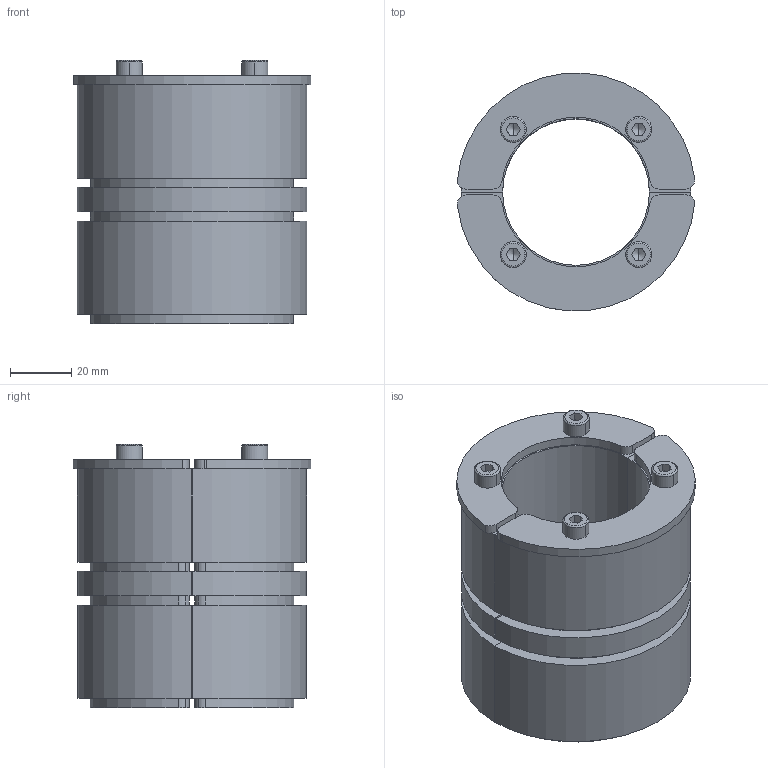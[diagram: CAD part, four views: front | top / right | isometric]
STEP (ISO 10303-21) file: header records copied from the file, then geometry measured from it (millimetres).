
FILE_DESCRIPTION((''),'2;1');
FILE_NAME('RS_PPS_S_75.stp','2008-07-24T08:12:28',(''),(''),'Mechanical Desktop 2005','Mechanical Desktop 2005',', , ');
FILE_SCHEMA(('CONFIG_CONTROL_DESIGN'));
Length unit declared in the file: millimetre
Products named in the file (10): RS_PPS_S_75; UPPER; FRONT FITTING; RUBBER PROFILE; EXPANDER; CASE; REAR FITTING; MIDDLE FITTING; CYLINDER HEAD CAP SCREW - DIN 912 - M5 X 50; ~CYLINDER HEAD CAP SCREW - DIN 912 - M5 X 50
Assembly tree (13 placements, depth 3):
  RS_PPS_S_75
    UPPER  x2
      FRONT FITTING
      RUBBER PROFILE
      EXPANDER
      CASE
      REAR FITTING
      MIDDLE FITTING
      CYLINDER HEAD CAP SCREW - DIN 912 - M5 X 50
      ~CYLINDER HEAD CAP SCREW - DIN 912 - M5 X 50
Bounding box: 77.73 x 77.72 x 86 mm (x, y, z)
Volume: 203810.6 mm3; surface area: 77600 mm2
Topology: 22 solids, 22 shells, 310 faces, 770 edges, 509 vertices
Faces by surface type: cylinder 182, plane 104, cone 16, bspline 8
Entity records: 4088 total; most frequent: CARTESIAN_POINT 839, DIRECTION 695, ORIENTED_EDGE 594, EDGE_CURVE 297, AXIS2_PLACEMENT_3D 283, VERTEX_POINT 198, CIRCLE 152, EDGE_LOOP 149
